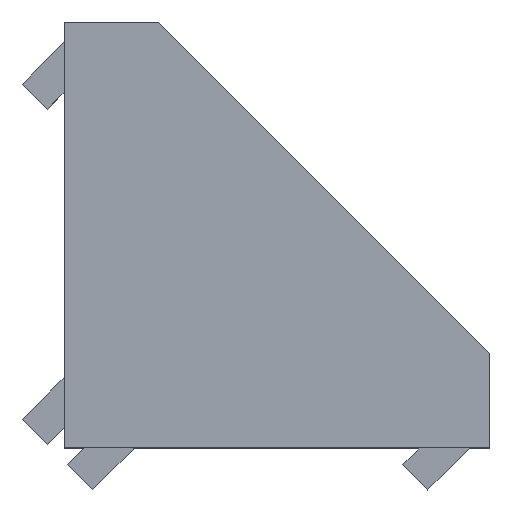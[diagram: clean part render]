
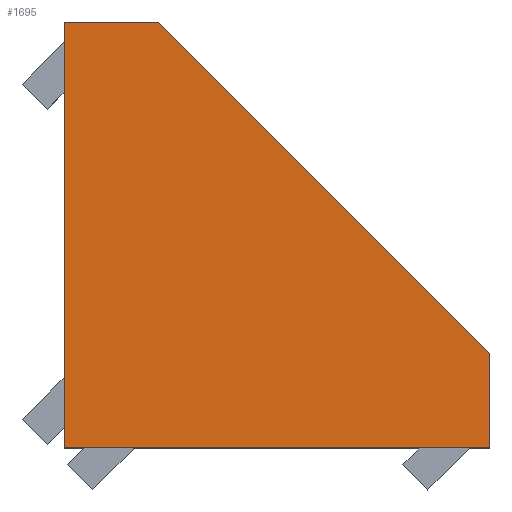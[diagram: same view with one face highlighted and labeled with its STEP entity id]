
A CAD part, top view. The second image highlights one B-rep face of the part: STEP entity #1695.
In plain terms, the highlighted planar face has unit normal (0, 0, 1).
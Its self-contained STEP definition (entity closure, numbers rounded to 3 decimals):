
#89 = FACE_OUTER_BOUND ( 'NONE', #1612, .T. ) ;
#158 = ORIENTED_EDGE ( 'NONE', *, *, #1519, .T. ) ;
#182 = ORIENTED_EDGE ( 'NONE', *, *, #410, .T. ) ;
#232 = CARTESIAN_POINT ( 'NONE',  ( 4., 18., 9. ) ) ;
#256 = LINE ( 'NONE', #910, #2110 ) ;
#301 = VECTOR ( 'NONE', #1951, 1000. ) ;
#354 = CARTESIAN_POINT ( 'NONE',  ( 0., 0., 9. ) ) ;
#410 = EDGE_CURVE ( 'NONE', #1664, #1851, #256, .T. ) ;
#427 = DIRECTION ( 'NONE',  ( 0., 0., 1. ) ) ;
#431 = ORIENTED_EDGE ( 'NONE', *, *, #1708, .T. ) ;
#445 = LINE ( 'NONE', #1430, #573 ) ;
#480 = CARTESIAN_POINT ( 'NONE',  ( 0., 18., 9. ) ) ;
#528 = LINE ( 'NONE', #2021, #1712 ) ;
#573 = VECTOR ( 'NONE', #1762, 1000. ) ;
#607 = VECTOR ( 'NONE', #1452, 1000. ) ;
#622 = ORIENTED_EDGE ( 'NONE', *, *, #2127, .T. ) ;
#653 = CARTESIAN_POINT ( 'NONE',  ( 18., 0., 9. ) ) ;
#698 = DIRECTION ( 'NONE',  ( 0., 1., 0. ) ) ;
#753 = PLANE ( 'NONE',  #914 ) ;
#771 = VERTEX_POINT ( 'NONE', #354 ) ;
#809 = CARTESIAN_POINT ( 'NONE',  ( 18., 4., 9. ) ) ;
#910 = CARTESIAN_POINT ( 'NONE',  ( 4., 18., 9. ) ) ;
#914 = AXIS2_PLACEMENT_3D ( 'NONE', #1415, #427, #1082 ) ;
#922 = DIRECTION ( 'NONE',  ( -1., 0., 0. ) ) ;
#961 = VERTEX_POINT ( 'NONE', #809 ) ;
#1082 = DIRECTION ( 'NONE',  ( 1., 0., 0. ) ) ;
#1170 = CARTESIAN_POINT ( 'NONE',  ( 0., 18., 9. ) ) ;
#1207 = EDGE_CURVE ( 'NONE', #961, #1664, #445, .T. ) ;
#1283 = LINE ( 'NONE', #1756, #301 ) ;
#1415 = CARTESIAN_POINT ( 'NONE',  ( 0., 0., 9. ) ) ;
#1430 = CARTESIAN_POINT ( 'NONE',  ( 18., 4., 9. ) ) ;
#1452 = DIRECTION ( 'NONE',  ( 0., -1., 0. ) ) ;
#1519 = EDGE_CURVE ( 'NONE', #1960, #961, #528, .T. ) ;
#1612 = EDGE_LOOP ( 'NONE', ( #182, #622, #431, #158, #2007 ) ) ;
#1664 = VERTEX_POINT ( 'NONE', #232 ) ;
#1695 = ADVANCED_FACE ( 'NONE', ( #89 ), #753, .T. ) ;
#1708 = EDGE_CURVE ( 'NONE', #771, #1960, #1283, .T. ) ;
#1712 = VECTOR ( 'NONE', #698, 1000. ) ;
#1756 = CARTESIAN_POINT ( 'NONE',  ( 0., 0., 9. ) ) ;
#1762 = DIRECTION ( 'NONE',  ( -0.707, 0.707, 0. ) ) ;
#1851 = VERTEX_POINT ( 'NONE', #1170 ) ;
#1951 = DIRECTION ( 'NONE',  ( 1., 0., 0. ) ) ;
#1960 = VERTEX_POINT ( 'NONE', #653 ) ;
#2007 = ORIENTED_EDGE ( 'NONE', *, *, #1207, .T. ) ;
#2021 = CARTESIAN_POINT ( 'NONE',  ( 18., 0., 9. ) ) ;
#2092 = LINE ( 'NONE', #480, #607 ) ;
#2110 = VECTOR ( 'NONE', #922, 1000. ) ;
#2127 = EDGE_CURVE ( 'NONE', #1851, #771, #2092, .T. ) ;
